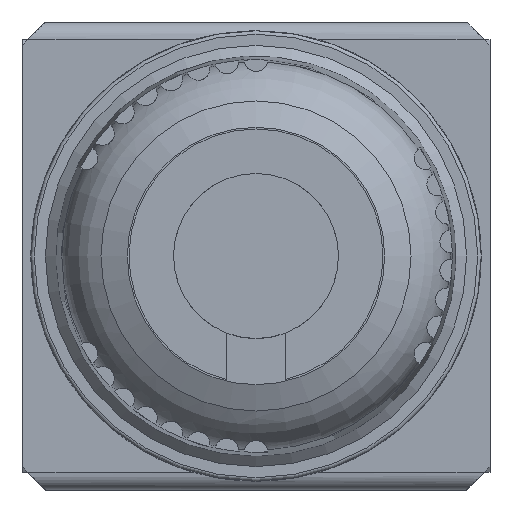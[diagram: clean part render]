
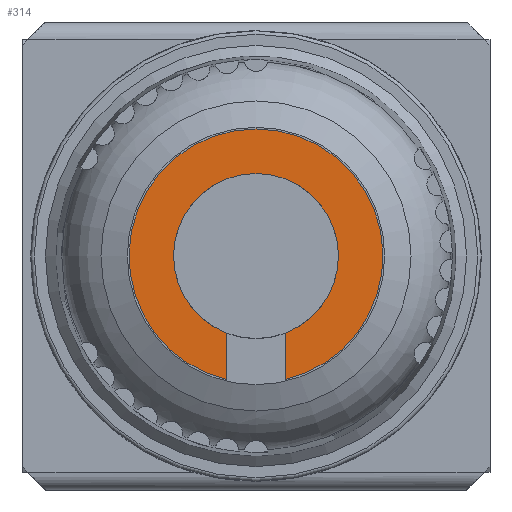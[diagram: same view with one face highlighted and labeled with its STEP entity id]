
A CAD part, front view. The second image highlights one B-rep face of the part: STEP entity #314.
In plain terms, the highlighted planar face has unit normal (0, -1, 0).
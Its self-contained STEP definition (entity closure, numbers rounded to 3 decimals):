
#314 = ADVANCED_FACE( '', ( #709 ), #710, .F. );
#709 = FACE_OUTER_BOUND( '', #1166, .T. );
#710 = PLANE( '', #1167 );
#1166 = EDGE_LOOP( '', ( #2465, #2466, #2467, #2468 ) );
#1167 = AXIS2_PLACEMENT_3D( '', #2469, #2470, #2471 );
#2465 = ORIENTED_EDGE( '', *, *, #3257, .T. );
#2466 = ORIENTED_EDGE( '', *, *, #3267, .T. );
#2467 = ORIENTED_EDGE( '', *, *, #3263, .T. );
#2468 = ORIENTED_EDGE( '', *, *, #3266, .F. );
#2469 = CARTESIAN_POINT( '', ( 10.856, -83.8, 0. ) );
#2470 = DIRECTION( '', ( 0., 1., 0. ) );
#2471 = DIRECTION( '', ( 0., 0., 1. ) );
#3257 = EDGE_CURVE( '', #4055, #4053, #4056, .T. );
#3263 = EDGE_CURVE( '', #4060, #4065, #4067, .T. );
#3266 = EDGE_CURVE( '', #4055, #4065, #4071, .T. );
#3267 = EDGE_CURVE( '', #4053, #4060, #4072, .T. );
#4053 = VERTEX_POINT( '', #5670 );
#4055 = VERTEX_POINT( '', #5673 );
#4056 = LINE( '', #5674, #5675 );
#4060 = VERTEX_POINT( '', #5681 );
#4065 = VERTEX_POINT( '', #5688 );
#4067 = LINE( '', #5691, #5692 );
#4071 = CIRCLE( '', #5696, 7.05 );
#4072 = CIRCLE( '', #5697, 10.856 );
#5670 = CARTESIAN_POINT( '', ( 2.5, -83.8, -10.564 ) );
#5673 = CARTESIAN_POINT( '', ( 2.5, -83.8, -6.592 ) );
#5674 = CARTESIAN_POINT( '', ( 2.5, -83.8, 0. ) );
#5675 = VECTOR( '', #6966, 1000. );
#5681 = CARTESIAN_POINT( '', ( -2.5, -83.8, -10.564 ) );
#5688 = CARTESIAN_POINT( '', ( -2.5, -83.8, -6.592 ) );
#5691 = CARTESIAN_POINT( '', ( -2.5, -83.8, -20. ) );
#5692 = VECTOR( '', #6972, 1000. );
#5696 = AXIS2_PLACEMENT_3D( '', #6979, #6980, #6981 );
#5697 = AXIS2_PLACEMENT_3D( '', #6982, #6983, #6984 );
#6966 = DIRECTION( '', ( 0., 0., -1. ) );
#6972 = DIRECTION( '', ( 0., 0., 1. ) );
#6979 = CARTESIAN_POINT( '', ( 0., -83.8, 0. ) );
#6980 = DIRECTION( '', ( 0., -1., 0. ) );
#6981 = DIRECTION( '', ( 0., 0., -1. ) );
#6982 = CARTESIAN_POINT( '', ( 0., -83.8, 0. ) );
#6983 = DIRECTION( '', ( 0., -1., 0. ) );
#6984 = DIRECTION( '', ( 0., 0., -1. ) );
